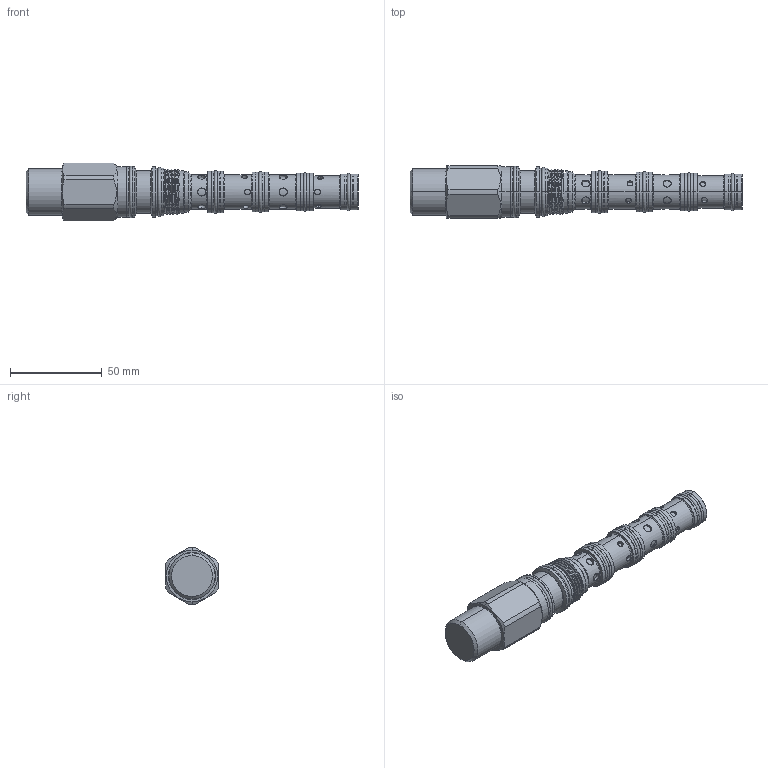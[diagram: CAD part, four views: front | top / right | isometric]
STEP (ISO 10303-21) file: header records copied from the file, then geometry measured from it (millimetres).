
FILE_DESCRIPTION (( 'STEP AP203' ), '1' );
FILE_NAME ('PDD52A6P-N070P.STEP', '2024-06-12T06:30:38', ( '' ), ( '' ), 'SwSTEP 2.0', 'SolidWorks 2018', '' );
FILE_SCHEMA (( 'CONFIG_CONTROL_DESIGN' ));
Length unit declared in the file: millimetre
Products named in the file (1): PDD52A6P-N070P
Bounding box: 181.3 x 28.57 x 31.6 mm (x, y, z)
Volume: 77419.3 mm3; surface area: 18569.1 mm2
Topology: 1 solids, 1 shells, 373 faces, 797 edges, 494 vertices
Faces by surface type: cylinder 222, plane 57, torus 54, cone 38, bspline 2
Entity records: 13450 total; most frequent: CARTESIAN_POINT 5372, DIRECTION 1739, ORIENTED_EDGE 1594, EDGE_CURVE 797, AXIS2_PLACEMENT_3D 753, VERTEX_POINT 494, EDGE_LOOP 443, CIRCLE 381
